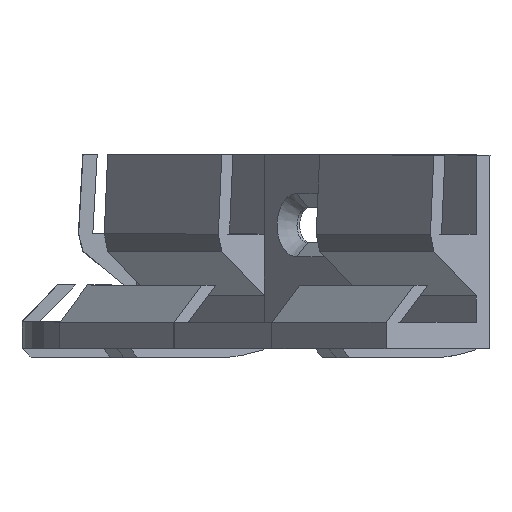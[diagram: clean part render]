
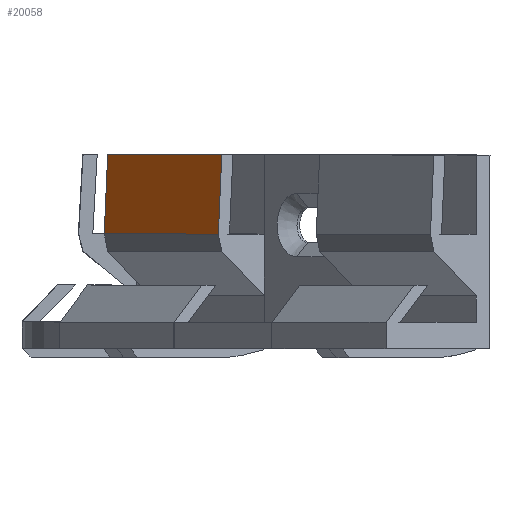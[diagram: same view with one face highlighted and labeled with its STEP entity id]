
A CAD part, left-side view. The second image highlights one B-rep face of the part: STEP entity #20058.
In plain terms, the highlighted face is planar.
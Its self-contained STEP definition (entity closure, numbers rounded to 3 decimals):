
#18163 = PLANE('',#18164);
#18164 = AXIS2_PLACEMENT_3D('',#18165,#18166,#18167);
#18165 = CARTESIAN_POINT('',(-10.5,5.766,9.503));
#18166 = DIRECTION('',(-1.,0.,0.));
#18167 = DIRECTION('',(0.,0.,1.));
#18597 = PLANE('',#18598);
#18598 = AXIS2_PLACEMENT_3D('',#18599,#18600,#18601);
#18599 = CARTESIAN_POINT('',(10.5,5.766,9.503));
#18600 = DIRECTION('',(-1.,0.,0.));
#18601 = DIRECTION('',(0.,0.,1.));
#18857 = VERTEX_POINT('',#18858);
#18858 = CARTESIAN_POINT('',(-10.5,8.1,22.));
#18872 = PLANE('',#18873);
#18873 = AXIS2_PLACEMENT_3D('',#18874,#18875,#18876);
#18874 = CARTESIAN_POINT('',(0.,6.5,22.));
#18875 = DIRECTION('',(0.,0.,-1.));
#18876 = DIRECTION('',(0.,1.,0.));
#18884 = EDGE_CURVE('',#18857,#18885,#18887,.T.);
#18885 = VERTEX_POINT('',#18886);
#18886 = CARTESIAN_POINT('',(-10.5,8.6,13.));
#18887 = SURFACE_CURVE('',#18888,(#18892,#18899),.PCURVE_S1.);
#18888 = LINE('',#18889,#18890);
#18889 = CARTESIAN_POINT('',(-10.5,8.1,22.));
#18890 = VECTOR('',#18891,1.);
#18891 = DIRECTION('',(0.,0.055,-0.998));
#18892 = PCURVE('',#18163,#18893);
#18893 = DEFINITIONAL_REPRESENTATION('',(#18894),#18898);
#18894 = LINE('',#18895,#18896);
#18895 = CARTESIAN_POINT('',(12.497,2.334));
#18896 = VECTOR('',#18897,1.);
#18897 = DIRECTION('',(-0.998,0.055));
#18898 = ( GEOMETRIC_REPRESENTATION_CONTEXT(2) 
PARAMETRIC_REPRESENTATION_CONTEXT() REPRESENTATION_CONTEXT('2D SPACE',''
  ) );
#18899 = PCURVE('',#18900,#18905);
#18900 = PLANE('',#18901);
#18901 = AXIS2_PLACEMENT_3D('',#18902,#18903,#18904);
#18902 = CARTESIAN_POINT('',(0.,8.1,22.));
#18903 = DIRECTION('',(-0.,-0.998,-0.055));
#18904 = DIRECTION('',(0.,0.055,-0.998));
#18905 = DEFINITIONAL_REPRESENTATION('',(#18906),#18910);
#18906 = LINE('',#18907,#18908);
#18907 = CARTESIAN_POINT('',(0.,-10.5));
#18908 = VECTOR('',#18909,1.);
#18909 = DIRECTION('',(1.,0.));
#18910 = ( GEOMETRIC_REPRESENTATION_CONTEXT(2) 
PARAMETRIC_REPRESENTATION_CONTEXT() REPRESENTATION_CONTEXT('2D SPACE',''
  ) );
#18928 = PLANE('',#18929);
#18929 = AXIS2_PLACEMENT_3D('',#18930,#18931,#18932);
#18930 = CARTESIAN_POINT('',(0.,8.6,13.));
#18931 = DIRECTION('',(0.,-0.97,0.243));
#18932 = DIRECTION('',(-0.,-0.243,-0.97));
#19703 = VERTEX_POINT('',#19704);
#19704 = CARTESIAN_POINT('',(10.5,8.1,22.));
#19725 = EDGE_CURVE('',#19703,#19726,#19728,.T.);
#19726 = VERTEX_POINT('',#19727);
#19727 = CARTESIAN_POINT('',(10.5,8.6,13.));
#19728 = SURFACE_CURVE('',#19729,(#19733,#19740),.PCURVE_S1.);
#19729 = LINE('',#19730,#19731);
#19730 = CARTESIAN_POINT('',(10.5,8.1,22.));
#19731 = VECTOR('',#19732,1.);
#19732 = DIRECTION('',(0.,0.055,-0.998));
#19733 = PCURVE('',#18597,#19734);
#19734 = DEFINITIONAL_REPRESENTATION('',(#19735),#19739);
#19735 = LINE('',#19736,#19737);
#19736 = CARTESIAN_POINT('',(12.497,2.334));
#19737 = VECTOR('',#19738,1.);
#19738 = DIRECTION('',(-0.998,0.055));
#19739 = ( GEOMETRIC_REPRESENTATION_CONTEXT(2) 
PARAMETRIC_REPRESENTATION_CONTEXT() REPRESENTATION_CONTEXT('2D SPACE',''
  ) );
#19740 = PCURVE('',#18900,#19741);
#19741 = DEFINITIONAL_REPRESENTATION('',(#19742),#19746);
#19742 = LINE('',#19743,#19744);
#19743 = CARTESIAN_POINT('',(0.,10.5));
#19744 = VECTOR('',#19745,1.);
#19745 = DIRECTION('',(1.,0.));
#19746 = ( GEOMETRIC_REPRESENTATION_CONTEXT(2) 
PARAMETRIC_REPRESENTATION_CONTEXT() REPRESENTATION_CONTEXT('2D SPACE',''
  ) );
#20036 = EDGE_CURVE('',#19703,#18857,#20037,.T.);
#20037 = SURFACE_CURVE('',#20038,(#20042,#20049),.PCURVE_S1.);
#20038 = LINE('',#20039,#20040);
#20039 = CARTESIAN_POINT('',(10.5,8.1,22.));
#20040 = VECTOR('',#20041,1.);
#20041 = DIRECTION('',(-1.,0.,0.));
#20042 = PCURVE('',#18872,#20043);
#20043 = DEFINITIONAL_REPRESENTATION('',(#20044),#20048);
#20044 = LINE('',#20045,#20046);
#20045 = CARTESIAN_POINT('',(1.6,10.5));
#20046 = VECTOR('',#20047,1.);
#20047 = DIRECTION('',(0.,-1.));
#20048 = ( GEOMETRIC_REPRESENTATION_CONTEXT(2) 
PARAMETRIC_REPRESENTATION_CONTEXT() REPRESENTATION_CONTEXT('2D SPACE',''
  ) );
#20049 = PCURVE('',#18900,#20050);
#20050 = DEFINITIONAL_REPRESENTATION('',(#20051),#20055);
#20051 = LINE('',#20052,#20053);
#20052 = CARTESIAN_POINT('',(0.,10.5));
#20053 = VECTOR('',#20054,1.);
#20054 = DIRECTION('',(0.,-1.));
#20055 = ( GEOMETRIC_REPRESENTATION_CONTEXT(2) 
PARAMETRIC_REPRESENTATION_CONTEXT() REPRESENTATION_CONTEXT('2D SPACE',''
  ) );
#20058 = ADVANCED_FACE('',(#20059),#18900,.F.);
#20059 = FACE_BOUND('',#20060,.F.);
#20060 = EDGE_LOOP('',(#20061,#20062,#20083,#20084));
#20061 = ORIENTED_EDGE('',*,*,#18884,.T.);
#20062 = ORIENTED_EDGE('',*,*,#20063,.F.);
#20063 = EDGE_CURVE('',#19726,#18885,#20064,.T.);
#20064 = SURFACE_CURVE('',#20065,(#20069,#20076),.PCURVE_S1.);
#20065 = LINE('',#20066,#20067);
#20066 = CARTESIAN_POINT('',(10.5,8.6,13.));
#20067 = VECTOR('',#20068,1.);
#20068 = DIRECTION('',(-1.,0.,0.));
#20069 = PCURVE('',#18900,#20070);
#20070 = DEFINITIONAL_REPRESENTATION('',(#20071),#20075);
#20071 = LINE('',#20072,#20073);
#20072 = CARTESIAN_POINT('',(9.014,10.5));
#20073 = VECTOR('',#20074,1.);
#20074 = DIRECTION('',(0.,-1.));
#20075 = ( GEOMETRIC_REPRESENTATION_CONTEXT(2) 
PARAMETRIC_REPRESENTATION_CONTEXT() REPRESENTATION_CONTEXT('2D SPACE',''
  ) );
#20076 = PCURVE('',#18928,#20077);
#20077 = DEFINITIONAL_REPRESENTATION('',(#20078),#20082);
#20078 = LINE('',#20079,#20080);
#20079 = CARTESIAN_POINT('',(-0.,10.5));
#20080 = VECTOR('',#20081,1.);
#20081 = DIRECTION('',(0.,-1.));
#20082 = ( GEOMETRIC_REPRESENTATION_CONTEXT(2) 
PARAMETRIC_REPRESENTATION_CONTEXT() REPRESENTATION_CONTEXT('2D SPACE',''
  ) );
#20083 = ORIENTED_EDGE('',*,*,#19725,.F.);
#20084 = ORIENTED_EDGE('',*,*,#20036,.T.);
